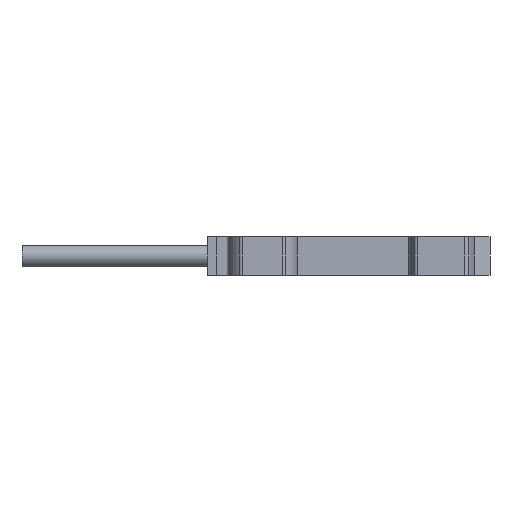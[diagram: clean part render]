
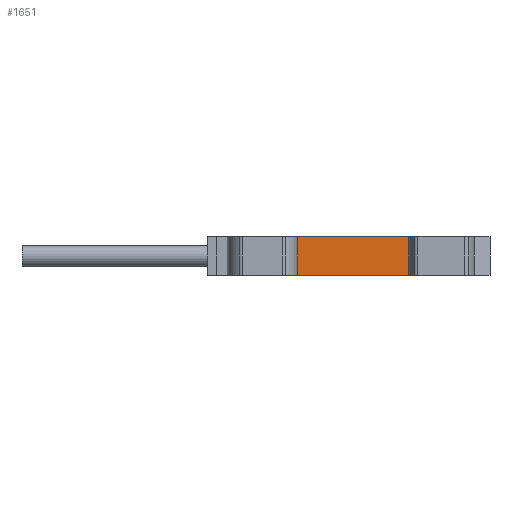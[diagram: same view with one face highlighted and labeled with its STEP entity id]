
A CAD part, front view. The second image highlights one B-rep face of the part: STEP entity #1651.
In plain terms, the highlighted planar face has unit normal (0, -1, 0).
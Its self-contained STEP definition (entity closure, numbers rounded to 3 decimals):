
#47=DIRECTION('',(1.,0.,0.));
#48=VECTOR('',#47,11.983);
#49=CARTESIAN_POINT('',(-6.723,-0.45,-2.1));
#50=LINE('',#49,#48);
#348=DIRECTION('',(1.,0.,0.));
#349=VECTOR('',#348,11.983);
#350=CARTESIAN_POINT('',(-6.723,-0.45,2.1));
#351=LINE('',#350,#349);
#551=DIRECTION('',(0.,0.,1.));
#552=VECTOR('',#551,4.2);
#553=CARTESIAN_POINT('',(5.26,-0.45,-2.1));
#554=LINE('',#553,#552);
#555=DIRECTION('',(0.,0.,1.));
#556=VECTOR('',#555,4.2);
#557=CARTESIAN_POINT('',(-6.723,-0.45,-2.1));
#558=LINE('',#557,#556);
#681=CARTESIAN_POINT('',(-6.723,-0.45,-2.1));
#682=CARTESIAN_POINT('',(5.26,-0.45,-2.1));
#683=VERTEX_POINT('',#681);
#684=VERTEX_POINT('',#682);
#721=CARTESIAN_POINT('',(-6.723,-0.45,2.1));
#722=CARTESIAN_POINT('',(5.26,-0.45,2.1));
#723=VERTEX_POINT('',#721);
#724=VERTEX_POINT('',#722);
#1639=CARTESIAN_POINT('',(-6.723,-0.45,-2.1));
#1640=DIRECTION('',(0.,-1.,0.));
#1641=DIRECTION('',(1.,0.,0.));
#1642=AXIS2_PLACEMENT_3D('',#1639,#1640,#1641);
#1643=PLANE('',#1642);
#1644=ORIENTED_EDGE('',*,*,#894,.F.);
#1646=ORIENTED_EDGE('',*,*,#1645,.T.);
#1647=ORIENTED_EDGE('',*,*,#1091,.T.);
#1648=ORIENTED_EDGE('',*,*,#1633,.F.);
#1649=EDGE_LOOP('',(#1644,#1646,#1647,#1648));
#1650=FACE_OUTER_BOUND('',#1649,.F.);
#1651=ADVANCED_FACE('',(#1650),#1643,.T.);
#894=EDGE_CURVE('',#683,#684,#50,.T.);
#1091=EDGE_CURVE('',#723,#724,#351,.T.);
#1633=EDGE_CURVE('',#684,#724,#554,.T.);
#1645=EDGE_CURVE('',#683,#723,#558,.T.);
